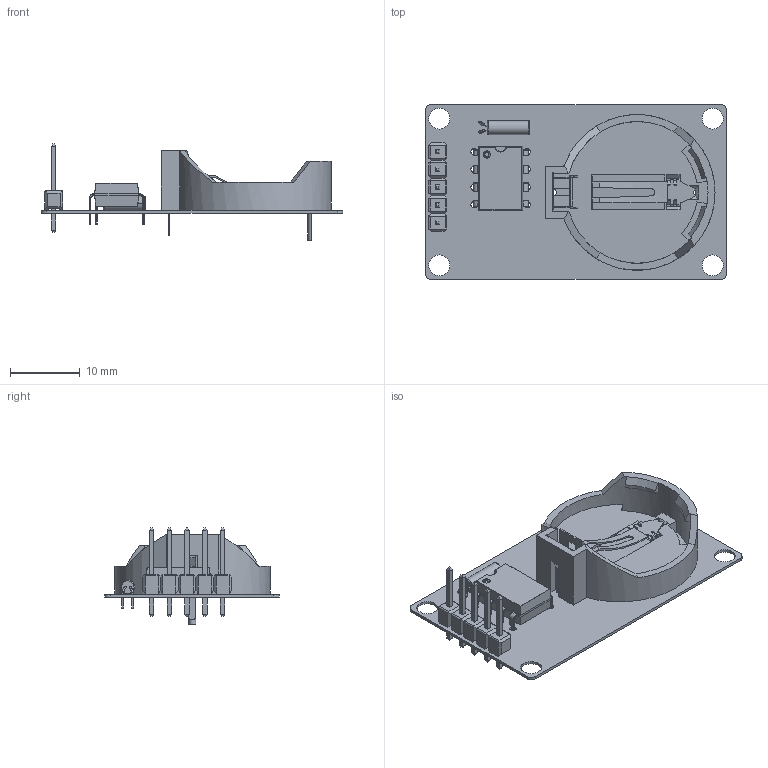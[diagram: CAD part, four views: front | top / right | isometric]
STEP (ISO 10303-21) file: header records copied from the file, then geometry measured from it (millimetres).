
FILE_DESCRIPTION(('Open CASCADE Model'),'2;1');
FILE_NAME('Open CASCADE Shape Model','2017-02-22T22:07:23',('Author'),( 'Open CASCADE'),'Open CASCADE STEP processor 6.8','Open CASCADE 6.8' ,'Unknown');
FILE_SCHEMA(('AUTOMOTIVE_DESIGN { 1 0 10303 214 1 1 1 1 }'));
Length unit declared in the file: millimetre
Products named in the file (16): PCB; Board; X1; User_Library-DT-26-1; J1; Pin_Header_1x5_TH_Pitch_2.54mm; Open CASCADE STEP translator 6.8 1.3.1.1; Open CASCADE STEP translator 6.8 1.3.1.2; Open CASCADE STEP translator 6.8 1.3.1.3; U1; DIP8; BT1; BH-642; BH-642_Plastic; BH-642_Metal_minus; BH-642_Metal_plus
Assembly tree (15 placements, depth 4):
  PCB
    Board
    X1
      User_Library-DT-26-1
    J1
      Pin_Header_1x5_TH_Pitch_2.54mm
        Open CASCADE STEP translator 6.8 1.3.1.1
        Open CASCADE STEP translator 6.8 1.3.1.2
        Open CASCADE STEP translator 6.8 1.3.1.3
    U1
      DIP8
    BT1
      BH-642
        BH-642_Plastic
        BH-642_Metal_minus
        BH-642_Metal_plus
Bounding box: 43.18 x 25.02 x 13.8 mm (x, y, z)
Volume: 1693.1 mm3; surface area: 4763.4 mm2
Topology: 11 solids, 16 shells, 911 faces, 2243 edges, 1311 vertices
Faces by surface type: plane 428, cylinder 311, bspline 74, torus 71, sphere 24, cone 3
Full cylindrical faces by diameter (mm): 0.4 x2, 0.9 x8, 1 x7, 3 x4
Entity records: 30584 total; most frequent: CARTESIAN_POINT 8877, ORIENTED_EDGE 4332, DIRECTION 3791, EDGE_CURVE 2182, AXIS2_PLACEMENT_3D 1395, VERTEX_POINT 1302, LINE 1001, VECTOR 1001
